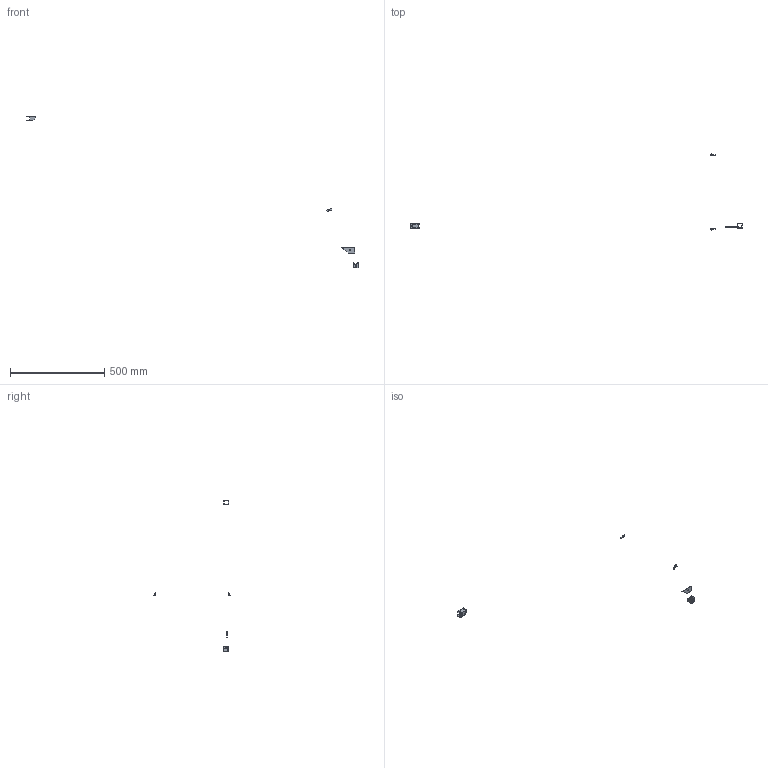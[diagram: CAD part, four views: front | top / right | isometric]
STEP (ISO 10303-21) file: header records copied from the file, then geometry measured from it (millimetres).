
FILE_DESCRIPTION(/* description */ (''),/* implementation_level */ '2;1');
FILE_NAME(/* name */ 'Bracket.stp',/* time_stamp */ '2018-06-16T02:19:48+09:00',/* author */ ('KITformula'),/* organization */ (''),/* preprocessor_version */ 'ST-DEVELOPER v16.13',/* originating_system */ 'Autodesk Inventor 2018',/* authorisation */ '');
FILE_SCHEMA (('AUTOMOTIVE_DESIGN { 1 0 10303 214 3 1 1 }'));
Length unit declared in the file: millimetre
Products named in the file (1): Bracket
Bounding box: 1765.08 x 406.07 x 807.28 mm (x, y, z)
Volume: 16116.4 mm3; surface area: 15886.4 mm2
Topology: 5 solids, 5 shells, 84 faces, 226 edges, 150 vertices
Faces by surface type: plane 54, cylinder 30
Full cylindrical faces by diameter (mm): 5 x3, 8 x2
Entity records: 2700 total; most frequent: CARTESIAN_POINT 468, DIRECTION 460, ORIENTED_EDGE 442, EDGE_CURVE 221, AXIS2_PLACEMENT_3D 160, VERTEX_POINT 150, LINE 140, VECTOR 140
